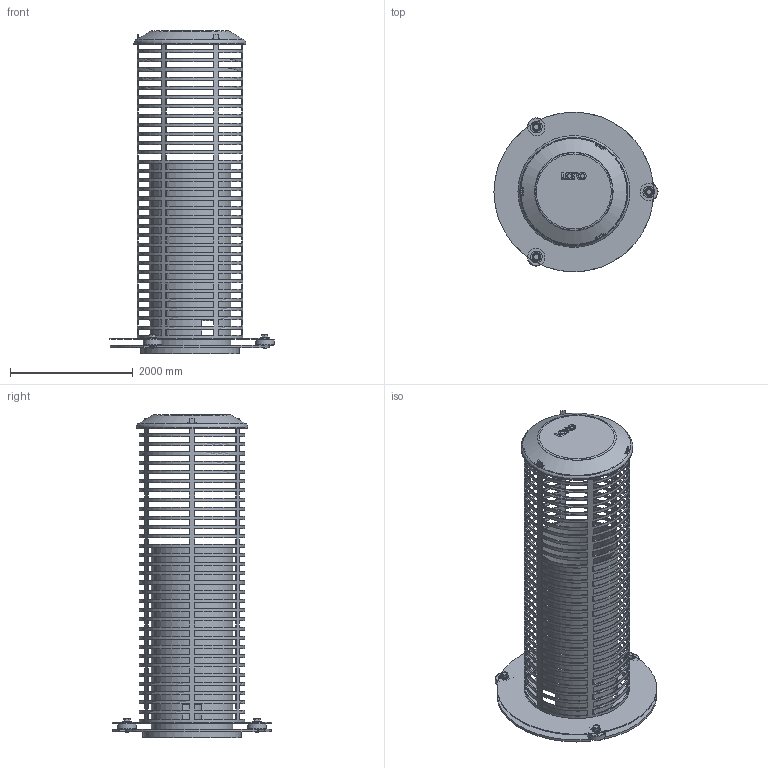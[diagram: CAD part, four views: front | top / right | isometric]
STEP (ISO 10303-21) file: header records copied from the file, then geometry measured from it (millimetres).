
FILE_DESCRIPTION(/* description */ (''),/* implementation_level */ '2;1');
FILE_NAME(/* name */ '14511.070X_3D.stp',/* time_stamp */ '2024-12-11T14:52:47+01:00',/* author */ ('CAD'),/* organization */ (''),/* preprocessor_version */ 'ST-DEVELOPER v20',/* originating_system */ 'AutoCAD Mechanical',/* authorisation */ '');
FILE_SCHEMA (('AUTOMOTIVE_DESIGN { 1 0 10303 214 3 1 1 }'));
Length unit declared in the file: centimetre
Products named in the file (4): Product; *S0; *U2; *U1
Assembly tree (5 placements, depth 3):
  Product
    *S0
    *U2
      *U1  x3
Bounding box: 2669.86 x 2600 x 5272.44 mm (x, y, z)
Volume: 656502544.8 mm3; surface area: 74245741.8 mm2
Topology: 12 solids, 12 shells, 995 faces, 3054 edges, 2024 vertices
Faces by surface type: plane 860, cone 71, cylinder 45, torus 15, sphere 3, bspline 1
Full cylindrical faces by diameter (mm): 80 x3, 170 x3, 260 x6, 300 x3, 1300 x3, 1330 x1, 1600 x1, 1690 x2, 1720 x1, 1790 x1, 1820 x1, 2600 x1
Entity records: 33696 total; most frequent: CARTESIAN_POINT 6017, DIRECTION 5817, ORIENTED_EDGE 5794, EDGE_CURVE 2897, AXIS2_PLACEMENT_3D 2015, VERTEX_POINT 1926, LINE 1787, VECTOR 1787
